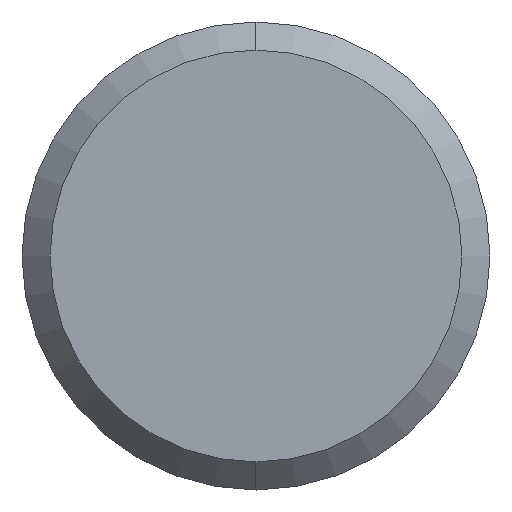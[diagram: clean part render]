
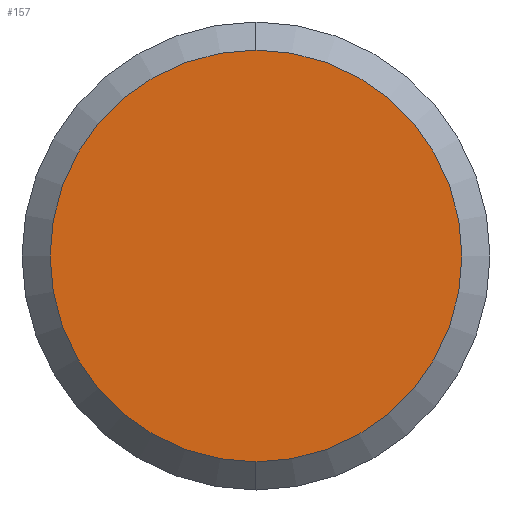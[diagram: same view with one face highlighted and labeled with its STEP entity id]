
A CAD part, left-side view. The second image highlights one B-rep face of the part: STEP entity #157.
In plain terms, the highlighted planar face has unit normal (-1, 0, 0).
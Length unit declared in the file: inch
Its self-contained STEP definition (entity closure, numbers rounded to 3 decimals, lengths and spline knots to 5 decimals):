
#8 = DIRECTION ( 'NONE',  ( 0., 0., -1. ) ) ;
#15 = VERTEX_POINT ( 'NONE', #23 ) ;
#18 = CARTESIAN_POINT ( 'NONE',  ( -2., 0., -0.22 ) ) ;
#23 = CARTESIAN_POINT ( 'NONE',  ( -2., 0., 0.22 ) ) ;
#30 = DIRECTION ( 'NONE',  ( 0., 0., 1. ) ) ;
#84 = ORIENTED_EDGE ( 'NONE', *, *, #219, .F. ) ;
#90 = FACE_OUTER_BOUND ( 'NONE', #207, .T. ) ;
#92 = CARTESIAN_POINT ( 'NONE',  ( -2., 0., 0. ) ) ;
#99 = AXIS2_PLACEMENT_3D ( 'NONE', #283, #149, #8 ) ;
#145 = CARTESIAN_POINT ( 'NONE',  ( -2., 0., 0. ) ) ;
#149 = DIRECTION ( 'NONE',  ( 1., 0., 0. ) ) ;
#157 = ADVANCED_FACE ( 'NONE', ( #90 ), #168, .T. ) ;
#168 = PLANE ( 'NONE',  #272 ) ;
#207 = EDGE_LOOP ( 'NONE', ( #344, #84 ) ) ;
#219 = EDGE_CURVE ( 'NONE', #15, #284, #225, .T. ) ;
#225 = CIRCLE ( 'NONE', #242, 0.22 ) ;
#228 = DIRECTION ( 'NONE',  ( -1., 0., 0. ) ) ;
#230 = DIRECTION ( 'NONE',  ( 1., 0., 0. ) ) ;
#242 = AXIS2_PLACEMENT_3D ( 'NONE', #92, #230, #253 ) ;
#253 = DIRECTION ( 'NONE',  ( 0., 0., -1. ) ) ;
#263 = EDGE_CURVE ( 'NONE', #284, #15, #332, .T. ) ;
#272 = AXIS2_PLACEMENT_3D ( 'NONE', #145, #228, #30 ) ;
#283 = CARTESIAN_POINT ( 'NONE',  ( -2., 0., 0. ) ) ;
#284 = VERTEX_POINT ( 'NONE', #18 ) ;
#332 = CIRCLE ( 'NONE', #99, 0.22 ) ;
#344 = ORIENTED_EDGE ( 'NONE', *, *, #263, .F. ) ;
